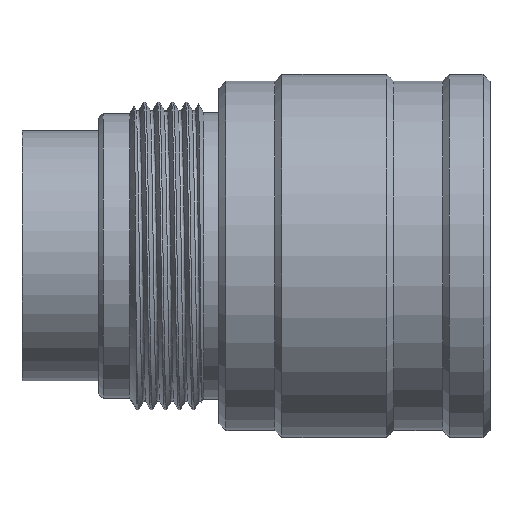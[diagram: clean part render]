
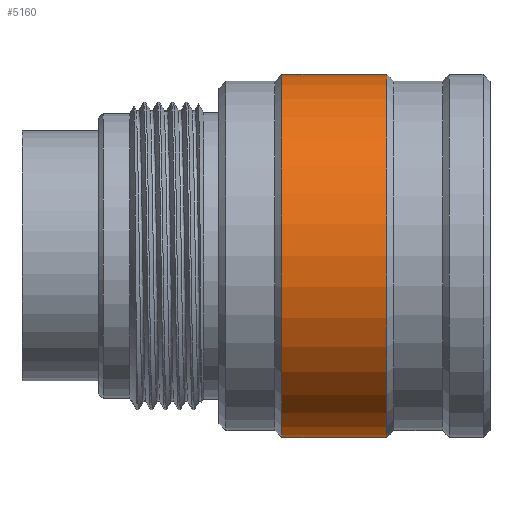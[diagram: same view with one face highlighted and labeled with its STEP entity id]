
A CAD part, top view. The second image highlights one B-rep face of the part: STEP entity #5160.
In plain terms, the highlighted cylindrical face has radius 13 mm (diameter 26 mm), a partial arc.
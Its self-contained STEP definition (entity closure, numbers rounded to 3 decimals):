
#1506=CARTESIAN_POINT('',(13.1,0.,0.));
#1507=DIRECTION('',(1.,0.,0.));
#1508=DIRECTION('',(0.,1.,0.));
#1509=AXIS2_PLACEMENT_3D('',#1506,#1507,#1508);
#1524=DIRECTION('',(-1.,0.,0.));
#1525=VECTOR('',#1524,7.5);
#1526=CARTESIAN_POINT('',(20.6,13.,0.));
#1527=LINE('335',#1526,#1525);
#1528=DIRECTION('',(-1.,0.,0.));
#1529=VECTOR('',#1528,7.5);
#1530=CARTESIAN_POINT('',(20.6,-13.,0.));
#1531=LINE('341',#1530,#1529);
#1537=CARTESIAN_POINT('',(20.6,0.,0.));
#1538=DIRECTION('',(1.,0.,0.));
#1539=DIRECTION('',(0.,1.,0.));
#1540=AXIS2_PLACEMENT_3D('',#1537,#1538,#1539);
#3547=CARTESIAN_POINT('',(20.6,13.,0.));
#3548=VERTEX_POINT('',#3547);
#3549=CARTESIAN_POINT('',(13.1,13.,0.));
#3550=VERTEX_POINT('',#3549);
#3563=CARTESIAN_POINT('',(20.6,-13.,0.));
#3564=VERTEX_POINT('',#3563);
#3565=CARTESIAN_POINT('',(13.1,-13.,0.));
#3566=VERTEX_POINT('',#3565);
#5148=CARTESIAN_POINT('',(-1.4,0.,0.));
#5149=DIRECTION('',(1.,0.,0.));
#5150=DIRECTION('',(0.,-1.,0.));
#5151=AXIS2_PLACEMENT_3D('',#5148,#5149,#5150);
#5152=CYLINDRICAL_SURFACE('251',#5151,13.);
#5153=ORIENTED_EDGE('335',*,*,#5138,.F.);
#5155=ORIENTED_EDGE('347',*,*,#5154,.T.);
#5156=ORIENTED_EDGE('341',*,*,#5141,.T.);
#5157=ORIENTED_EDGE('348',*,*,#5112,.F.);
#5158=EDGE_LOOP('251',(#5153,#5155,#5156,#5157));
#5159=FACE_OUTER_BOUND('251',#5158,.F.);
#1510=CIRCLE('348',#1509,13.);
#1541=CIRCLE('347',#1540,13.);
#5112=EDGE_CURVE('348',#3550,#3566,#1510,.T.);
#5138=EDGE_CURVE('335',#3548,#3550,#1527,.T.);
#5141=EDGE_CURVE('341',#3564,#3566,#1531,.T.);
#5154=EDGE_CURVE('347',#3548,#3564,#1541,.T.);
#5160=ADVANCED_FACE('251',(#5159),#5152,.T.);
